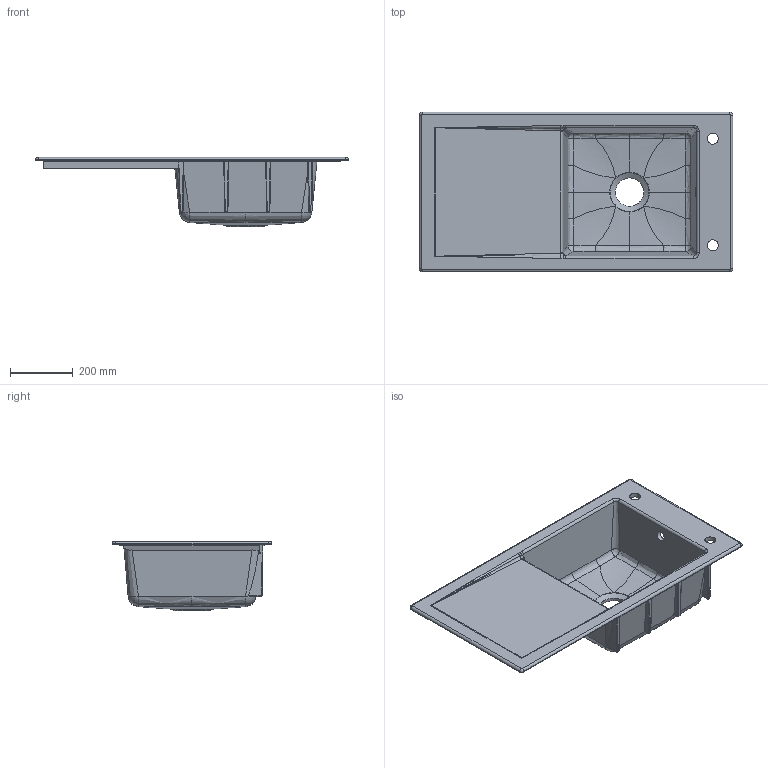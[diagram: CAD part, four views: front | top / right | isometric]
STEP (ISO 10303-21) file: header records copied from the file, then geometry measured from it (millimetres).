
FILE_DESCRIPTION(/* description */ (''),/* implementation_level */ '2;1');
FILE_NAME(/* name */ 'Spuele_6790_Timeline_60.stp',/* time_stamp */ '2019-02-19T09:30:14+01:00',/* author */ (''),/* organization */ (''),/* preprocessor_version */ 'ST-DEVELOPER v16',/* originating_system */ 'SIEMENS PLM Software NX 10.0',/* authorisation */ '');
FILE_SCHEMA (('AUTOMOTIVE_DESIGN { 1 0 10303 214 3 1 1 1 }'));
Length unit declared in the file: millimetre
Products named in the file (1): Sier225055AC5sf6
Bounding box: 1000 x 510 x 221 mm (x, y, z)
Volume: 10614186.8 mm3; surface area: 1603447.9 mm2
Topology: 1 solids, 1 shells, 198 faces, 531 edges, 312 vertices
Faces by surface type: bspline 100, plane 47, cylinder 41, extrusion 4, sphere 4, torus 1, cone 1
Full cylindrical faces by diameter (mm): 35 x2
Entity records: 19188 total; most frequent: CARTESIAN_POINT 15371, ORIENTED_EDGE 1000, EDGE_CURVE 500, DIRECTION 465, VERTEX_POINT 309, B_SPLINE_CURVE_WITH_KNOTS 271, EDGE_LOOP 211, ADVANCED_FACE 198
